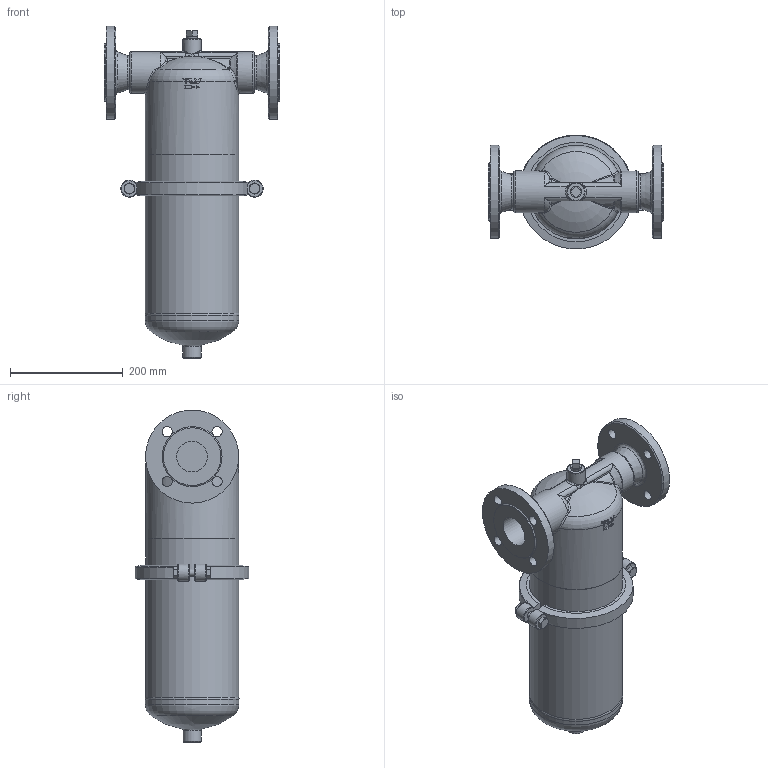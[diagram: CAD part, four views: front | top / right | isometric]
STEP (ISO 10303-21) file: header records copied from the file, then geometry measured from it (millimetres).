
FILE_DESCRIPTION((''),'2;1');
FILE_NAME('sf100-050-e0040-00.stp','2010-07-14T09:04:26',('nakaot'),(''),'Autodesk Inventor 2008','Autodesk Inventor 2008','');
FILE_SCHEMA(('AUTOMOTIVE_DESIGN { 1 0 10303 214 1 1 1 1 }'));
Length unit declared in the file: millimetre
Products named in the file (1): sf100-050-e0040-00
Bounding box: 310 x 201.57 x 588 mm (x, y, z)
Volume: 11707305.1 mm3; surface area: 488352.9 mm2
Topology: 2 solids, 2 shells, 269 faces, 664 edges, 412 vertices
Faces by surface type: bspline 103, plane 68, cylinder 47, torus 25, cone 23, sphere 3
Full cylindrical faces by diameter (mm): 12 x1, 18 x4, 32 x2, 54.5 x1, 60.3 x1, 74 x2, 102 x1, 157.5 x1, 164 x1, 165 x3, 165.2 x1, 165.8 x1
Entity records: 12163 total; most frequent: CARTESIAN_POINT 6740, ORIENTED_EDGE 1182, DIRECTION 940, EDGE_CURVE 591, AXIS2_PLACEMENT_3D 402, VERTEX_POINT 397, EDGE_LOOP 358, FACE_OUTER_BOUND 269
